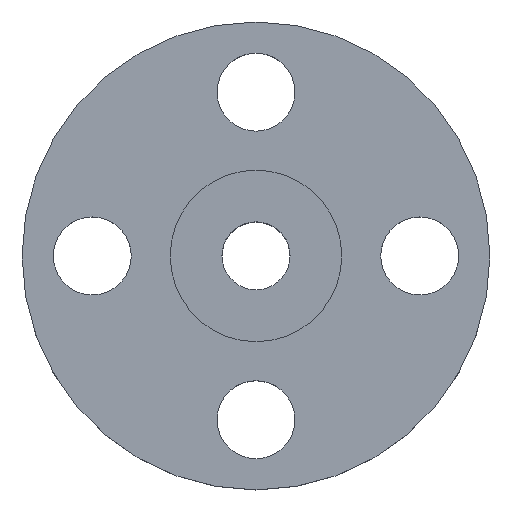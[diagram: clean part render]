
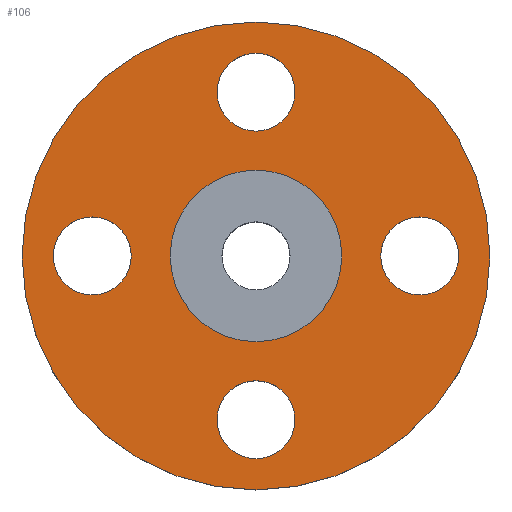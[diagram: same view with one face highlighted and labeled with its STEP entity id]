
A CAD part, top view. The second image highlights one B-rep face of the part: STEP entity #106.
In plain terms, the highlighted planar face has unit normal (0, 0, 1).
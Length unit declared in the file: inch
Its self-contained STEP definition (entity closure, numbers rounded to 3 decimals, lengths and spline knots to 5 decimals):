
#7 = AXIS2_PLACEMENT_3D ( 'NONE', #210, #282, #145 ) ;
#14 = FACE_OUTER_BOUND ( 'NONE', #662, .T. ) ;
#17 = CIRCLE ( 'NONE', #121, 0.6875 ) ;
#22 = ORIENTED_EDGE ( 'NONE', *, *, #722, .F. ) ;
#27 = FACE_BOUND ( 'NONE', #812, .T. ) ;
#34 = CARTESIAN_POINT ( 'NONE',  ( -0.3125, 1.3125, -0.0625 ) ) ;
#41 = CIRCLE ( 'NONE', #365, 0.3125 ) ;
#44 = VERTEX_POINT ( 'NONE', #288 ) ;
#61 = ORIENTED_EDGE ( 'NONE', *, *, #309, .T. ) ;
#62 = DIRECTION ( 'NONE',  ( 0., 0., 1. ) ) ;
#66 = DIRECTION ( 'NONE',  ( 0., 1., 0. ) ) ;
#67 = CIRCLE ( 'NONE', #627, 1.875 ) ;
#75 = CARTESIAN_POINT ( 'NONE',  ( 1.875, 0., -0.0625 ) ) ;
#77 = DIRECTION ( 'NONE',  ( 0., 0., 1. ) ) ;
#84 = AXIS2_PLACEMENT_3D ( 'NONE', #149, #155, #92 ) ;
#90 = PLANE ( 'NONE',  #7 ) ;
#92 = DIRECTION ( 'NONE',  ( -1., 0., 0. ) ) ;
#96 = DIRECTION ( 'NONE',  ( 1., 0., 0. ) ) ;
#98 = CARTESIAN_POINT ( 'NONE',  ( 1.625, 0., -0.0625 ) ) ;
#105 = CARTESIAN_POINT ( 'NONE',  ( 1., 0., -0.0625 ) ) ;
#106 = ADVANCED_FACE ( 'NONE', ( #272, #549, #600, #164, #27, #14 ), #90, .F. ) ;
#112 = DIRECTION ( 'NONE',  ( 0., 0., 1. ) ) ;
#119 = VERTEX_POINT ( 'NONE', #34 ) ;
#121 = AXIS2_PLACEMENT_3D ( 'NONE', #593, #312, #717 ) ;
#123 = CARTESIAN_POINT ( 'NONE',  ( 1.3125, 0., -0.0625 ) ) ;
#124 = EDGE_CURVE ( 'NONE', #504, #119, #746, .T. ) ;
#127 = CARTESIAN_POINT ( 'NONE',  ( 0., 0., -0.0625 ) ) ;
#131 = DIRECTION ( 'NONE',  ( 0., 0., 1. ) ) ;
#135 = DIRECTION ( 'NONE',  ( 0., -1., 0. ) ) ;
#139 = EDGE_CURVE ( 'NONE', #653, #266, #167, .T. ) ;
#145 = DIRECTION ( 'NONE',  ( -1., 0., 0. ) ) ;
#148 = ORIENTED_EDGE ( 'NONE', *, *, #171, .F. ) ;
#149 = CARTESIAN_POINT ( 'NONE',  ( 1.3125, 0., -0.0625 ) ) ;
#155 = DIRECTION ( 'NONE',  ( 0., 0., 1. ) ) ;
#164 = FACE_BOUND ( 'NONE', #592, .T. ) ;
#167 = CIRCLE ( 'NONE', #84, 0.3125 ) ;
#171 = EDGE_CURVE ( 'NONE', #119, #504, #391, .T. ) ;
#209 = EDGE_LOOP ( 'NONE', ( #219, #602 ) ) ;
#210 = CARTESIAN_POINT ( 'NONE',  ( 0., 0.6875, -0.0625 ) ) ;
#219 = ORIENTED_EDGE ( 'NONE', *, *, #428, .F. ) ;
#238 = VERTEX_POINT ( 'NONE', #455 ) ;
#239 = CARTESIAN_POINT ( 'NONE',  ( 0., -1.3125, -0.0625 ) ) ;
#244 = CIRCLE ( 'NONE', #300, 1.875 ) ;
#258 = CARTESIAN_POINT ( 'NONE',  ( 0., 1.3125, -0.0625 ) ) ;
#266 = VERTEX_POINT ( 'NONE', #105 ) ;
#272 = FACE_BOUND ( 'NONE', #694, .T. ) ;
#282 = DIRECTION ( 'NONE',  ( 0., 0., -1. ) ) ;
#285 = AXIS2_PLACEMENT_3D ( 'NONE', #660, #77, #96 ) ;
#288 = CARTESIAN_POINT ( 'NONE',  ( -0.6875, 0., -0.0625 ) ) ;
#300 = AXIS2_PLACEMENT_3D ( 'NONE', #541, #817, #536 ) ;
#303 = CARTESIAN_POINT ( 'NONE',  ( -1., 0., -0.0625 ) ) ;
#309 = EDGE_CURVE ( 'NONE', #781, #599, #67, .T. ) ;
#310 = DIRECTION ( 'NONE',  ( -1., 0., 0. ) ) ;
#312 = DIRECTION ( 'NONE',  ( 0., 0., 1. ) ) ;
#327 = AXIS2_PLACEMENT_3D ( 'NONE', #735, #742, #663 ) ;
#339 = EDGE_CURVE ( 'NONE', #734, #407, #713, .T. ) ;
#340 = CARTESIAN_POINT ( 'NONE',  ( -1.625, 0., -0.0625 ) ) ;
#348 = EDGE_CURVE ( 'NONE', #266, #653, #41, .T. ) ;
#351 = CARTESIAN_POINT ( 'NONE',  ( 0., 1.3125, -0.0625 ) ) ;
#356 = AXIS2_PLACEMENT_3D ( 'NONE', #462, #62, #66 ) ;
#364 = CARTESIAN_POINT ( 'NONE',  ( -1.875, 0., -0.0625 ) ) ;
#365 = AXIS2_PLACEMENT_3D ( 'NONE', #123, #848, #310 ) ;
#373 = ORIENTED_EDGE ( 'NONE', *, *, #339, .F. ) ;
#376 = AXIS2_PLACEMENT_3D ( 'NONE', #512, #131, #440 ) ;
#391 = CIRCLE ( 'NONE', #597, 0.3125 ) ;
#402 = DIRECTION ( 'NONE',  ( 0., 0., 1. ) ) ;
#407 = VERTEX_POINT ( 'NONE', #303 ) ;
#410 = CARTESIAN_POINT ( 'NONE',  ( 0.6875, 0., -0.0625 ) ) ;
#428 = EDGE_CURVE ( 'NONE', #238, #456, #777, .T. ) ;
#440 = DIRECTION ( 'NONE',  ( 1., 0., 0. ) ) ;
#455 = CARTESIAN_POINT ( 'NONE',  ( 0.3125, -1.3125, -0.0625 ) ) ;
#456 = VERTEX_POINT ( 'NONE', #464 ) ;
#459 = CIRCLE ( 'NONE', #285, 0.6875 ) ;
#461 = ORIENTED_EDGE ( 'NONE', *, *, #716, .T. ) ;
#462 = CARTESIAN_POINT ( 'NONE',  ( 0., -1.3125, -0.0625 ) ) ;
#464 = CARTESIAN_POINT ( 'NONE',  ( -0.3125, -1.3125, -0.0625 ) ) ;
#465 = ORIENTED_EDGE ( 'NONE', *, *, #489, .F. ) ;
#473 = DIRECTION ( 'NONE',  ( 0., 0., 1. ) ) ;
#479 = VERTEX_POINT ( 'NONE', #410 ) ;
#489 = EDGE_CURVE ( 'NONE', #44, #479, #459, .T. ) ;
#496 = DIRECTION ( 'NONE',  ( 0., 1., 0. ) ) ;
#504 = VERTEX_POINT ( 'NONE', #594 ) ;
#512 = CARTESIAN_POINT ( 'NONE',  ( -1.3125, 0., -0.0625 ) ) ;
#528 = AXIS2_PLACEMENT_3D ( 'NONE', #239, #112, #496 ) ;
#531 = AXIS2_PLACEMENT_3D ( 'NONE', #351, #402, #809 ) ;
#536 = DIRECTION ( 'NONE',  ( 1., 0., 0. ) ) ;
#537 = ORIENTED_EDGE ( 'NONE', *, *, #348, .F. ) ;
#541 = CARTESIAN_POINT ( 'NONE',  ( 0., 0., -0.0625 ) ) ;
#548 = EDGE_LOOP ( 'NONE', ( #567, #537 ) ) ;
#549 = FACE_BOUND ( 'NONE', #548, .T. ) ;
#567 = ORIENTED_EDGE ( 'NONE', *, *, #139, .F. ) ;
#592 = EDGE_LOOP ( 'NONE', ( #22, #373 ) ) ;
#593 = CARTESIAN_POINT ( 'NONE',  ( 0., 0., -0.0625 ) ) ;
#594 = CARTESIAN_POINT ( 'NONE',  ( 0.3125, 1.3125, -0.0625 ) ) ;
#595 = ORIENTED_EDGE ( 'NONE', *, *, #808, .F. ) ;
#597 = AXIS2_PLACEMENT_3D ( 'NONE', #258, #473, #135 ) ;
#599 = VERTEX_POINT ( 'NONE', #364 ) ;
#600 = FACE_BOUND ( 'NONE', #209, .T. ) ;
#602 = ORIENTED_EDGE ( 'NONE', *, *, #845, .F. ) ;
#627 = AXIS2_PLACEMENT_3D ( 'NONE', #127, #705, #632 ) ;
#632 = DIRECTION ( 'NONE',  ( 1., 0., 0. ) ) ;
#653 = VERTEX_POINT ( 'NONE', #98 ) ;
#660 = CARTESIAN_POINT ( 'NONE',  ( 0., 0., -0.0625 ) ) ;
#662 = EDGE_LOOP ( 'NONE', ( #61, #461 ) ) ;
#663 = DIRECTION ( 'NONE',  ( 1., 0., 0. ) ) ;
#694 = EDGE_LOOP ( 'NONE', ( #814, #148 ) ) ;
#705 = DIRECTION ( 'NONE',  ( 0., 0., 1. ) ) ;
#713 = CIRCLE ( 'NONE', #376, 0.3125 ) ;
#716 = EDGE_CURVE ( 'NONE', #599, #781, #244, .T. ) ;
#717 = DIRECTION ( 'NONE',  ( 1., 0., 0. ) ) ;
#722 = EDGE_CURVE ( 'NONE', #407, #734, #753, .T. ) ;
#734 = VERTEX_POINT ( 'NONE', #340 ) ;
#735 = CARTESIAN_POINT ( 'NONE',  ( -1.3125, 0., -0.0625 ) ) ;
#742 = DIRECTION ( 'NONE',  ( 0., 0., 1. ) ) ;
#746 = CIRCLE ( 'NONE', #531, 0.3125 ) ;
#753 = CIRCLE ( 'NONE', #327, 0.3125 ) ;
#771 = CIRCLE ( 'NONE', #356, 0.3125 ) ;
#777 = CIRCLE ( 'NONE', #528, 0.3125 ) ;
#781 = VERTEX_POINT ( 'NONE', #75 ) ;
#808 = EDGE_CURVE ( 'NONE', #479, #44, #17, .T. ) ;
#809 = DIRECTION ( 'NONE',  ( 0., -1., 0. ) ) ;
#812 = EDGE_LOOP ( 'NONE', ( #595, #465 ) ) ;
#814 = ORIENTED_EDGE ( 'NONE', *, *, #124, .F. ) ;
#817 = DIRECTION ( 'NONE',  ( 0., 0., 1. ) ) ;
#845 = EDGE_CURVE ( 'NONE', #456, #238, #771, .T. ) ;
#848 = DIRECTION ( 'NONE',  ( 0., 0., 1. ) ) ;
